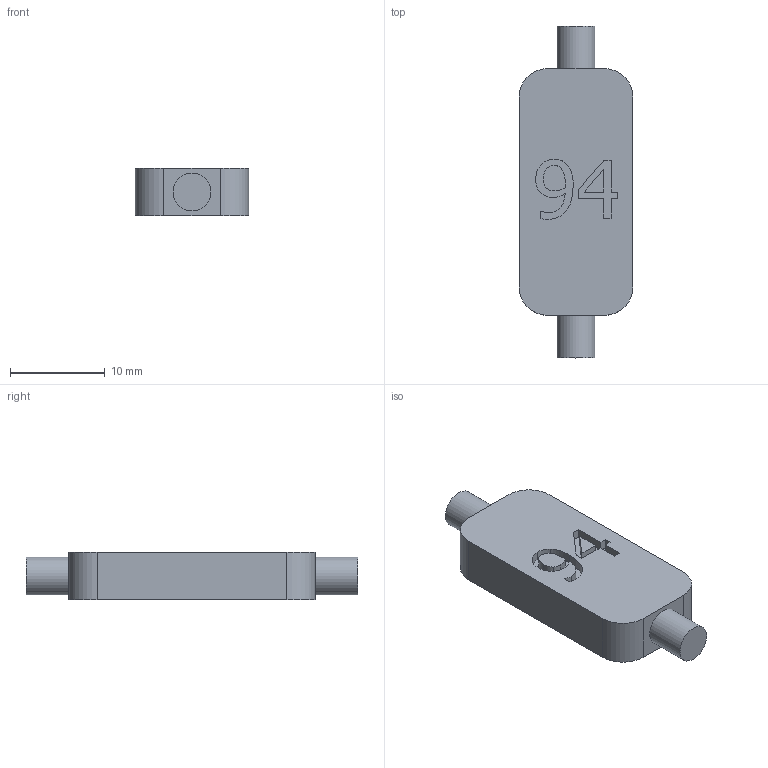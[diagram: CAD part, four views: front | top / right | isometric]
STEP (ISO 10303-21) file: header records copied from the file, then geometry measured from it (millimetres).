
FILE_DESCRIPTION(/* description */ (''),/* implementation_level */ '2;1');
FILE_NAME(/* name */ '16-2.stp',/* time_stamp */ '2021-09-25T11:47:09+09:00',/* author */ ('서울공업고등학교'),/* organization */ (''),/* preprocessor_version */ 'ST-DEVELOPER v18.1',/* originating_system */ 'Autodesk Inventor 2022',/* authorisation */ '');
FILE_SCHEMA (('AUTOMOTIVE_DESIGN { 1 0 10303 214 3 1 1 }'));
Length unit declared in the file: millimetre
Products named in the file (1): 16-2
Bounding box: 12 x 35 x 5 mm (x, y, z)
Volume: 1614.1 mm3; surface area: 1132.4 mm2
Topology: 1 solids, 1 shells, 53 faces, 135 edges, 90 vertices
Faces by surface type: plane 28, bspline 19, cylinder 6
Full cylindrical faces by diameter (mm): 4 x2
Entity records: 1736 total; most frequent: CARTESIAN_POINT 526, ORIENTED_EDGE 270, DIRECTION 179, EDGE_CURVE 135, VERTEX_POINT 90, LINE 85, VECTOR 85, EDGE_LOOP 59
